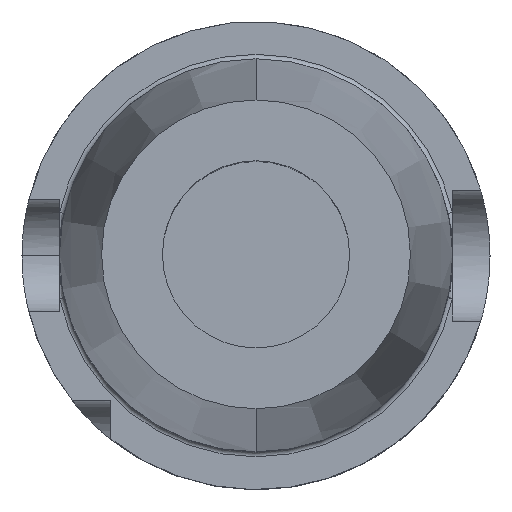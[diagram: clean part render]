
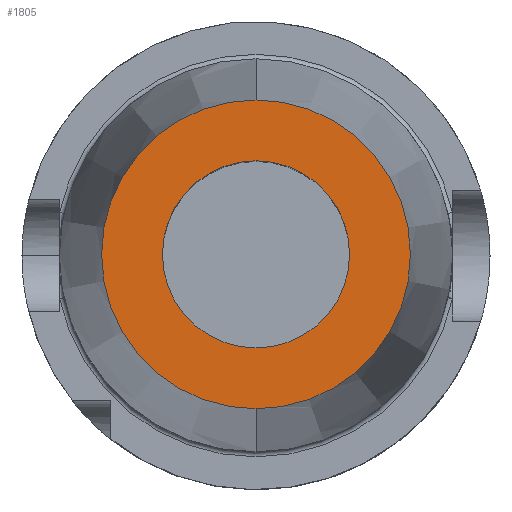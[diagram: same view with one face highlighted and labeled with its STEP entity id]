
A CAD part, top view. The second image highlights one B-rep face of the part: STEP entity #1805.
In plain terms, the highlighted planar face has unit normal (0, 0, 1).
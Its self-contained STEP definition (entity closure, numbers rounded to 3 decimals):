
#46 = EDGE_CURVE ( 'NONE', #777, #3194, #1365, .T. ) ;
#299 = CIRCLE ( 'NONE', #962, 10. ) ;
#525 = ORIENTED_EDGE ( 'NONE', *, *, #1046, .T. ) ;
#650 = EDGE_LOOP ( 'NONE', ( #2214, #1564 ) ) ;
#777 = VERTEX_POINT ( 'NONE', #1184 ) ;
#813 = VERTEX_POINT ( 'NONE', #1778 ) ;
#879 = DIRECTION ( 'NONE',  ( 0., 1., 0. ) ) ;
#904 = CARTESIAN_POINT ( 'NONE',  ( 0., 0., 100. ) ) ;
#953 = CARTESIAN_POINT ( 'NONE',  ( 0., 0., 100. ) ) ;
#962 = AXIS2_PLACEMENT_3D ( 'NONE', #3218, #1119, #1657 ) ;
#1046 = EDGE_CURVE ( 'NONE', #813, #2780, #299, .T. ) ;
#1119 = DIRECTION ( 'NONE',  ( 0., 0., -1. ) ) ;
#1184 = CARTESIAN_POINT ( 'NONE',  ( 0., -16.5, 100. ) ) ;
#1198 = FACE_BOUND ( 'NONE', #1722, .T. ) ;
#1229 = DIRECTION ( 'NONE',  ( 0., 1., 0. ) ) ;
#1250 = EDGE_CURVE ( 'NONE', #3194, #777, #1526, .T. ) ;
#1365 = CIRCLE ( 'NONE', #3327, 16.5 ) ;
#1503 = AXIS2_PLACEMENT_3D ( 'NONE', #953, #2793, #1229 ) ;
#1526 = CIRCLE ( 'NONE', #1503, 16.5 ) ;
#1529 = DIRECTION ( 'NONE',  ( 0., -1., 0. ) ) ;
#1564 = ORIENTED_EDGE ( 'NONE', *, *, #46, .F. ) ;
#1657 = DIRECTION ( 'NONE',  ( -1., 0., 0. ) ) ;
#1721 = DIRECTION ( 'NONE',  ( 0., 0., -1. ) ) ;
#1722 = EDGE_LOOP ( 'NONE', ( #3393, #525 ) ) ;
#1728 = DIRECTION ( 'NONE',  ( -1., 0., 0. ) ) ;
#1778 = CARTESIAN_POINT ( 'NONE',  ( 10., 0., 100. ) ) ;
#1805 = ADVANCED_FACE ( 'NONE', ( #1198, #2874 ), #2065, .T. ) ;
#1826 = DIRECTION ( 'NONE',  ( 0., 0., 1. ) ) ;
#1899 = CARTESIAN_POINT ( 'NONE',  ( 0., 16.5, 100. ) ) ;
#2005 = AXIS2_PLACEMENT_3D ( 'NONE', #2834, #1826, #1529 ) ;
#2065 = PLANE ( 'NONE',  #2005 ) ;
#2214 = ORIENTED_EDGE ( 'NONE', *, *, #1250, .F. ) ;
#2238 = CARTESIAN_POINT ( 'NONE',  ( 0., 0., 100. ) ) ;
#2278 = AXIS2_PLACEMENT_3D ( 'NONE', #2238, #2771, #1728 ) ;
#2555 = CARTESIAN_POINT ( 'NONE',  ( -10., 0., 100. ) ) ;
#2771 = DIRECTION ( 'NONE',  ( 0., 0., -1. ) ) ;
#2780 = VERTEX_POINT ( 'NONE', #2555 ) ;
#2793 = DIRECTION ( 'NONE',  ( 0., 0., -1. ) ) ;
#2834 = CARTESIAN_POINT ( 'NONE',  ( 0., 0., 100. ) ) ;
#2874 = FACE_OUTER_BOUND ( 'NONE', #650, .T. ) ;
#3093 = EDGE_CURVE ( 'NONE', #2780, #813, #3204, .T. ) ;
#3194 = VERTEX_POINT ( 'NONE', #1899 ) ;
#3204 = CIRCLE ( 'NONE', #2278, 10. ) ;
#3218 = CARTESIAN_POINT ( 'NONE',  ( 0., 0., 100. ) ) ;
#3327 = AXIS2_PLACEMENT_3D ( 'NONE', #904, #1721, #879 ) ;
#3393 = ORIENTED_EDGE ( 'NONE', *, *, #3093, .T. ) ;
